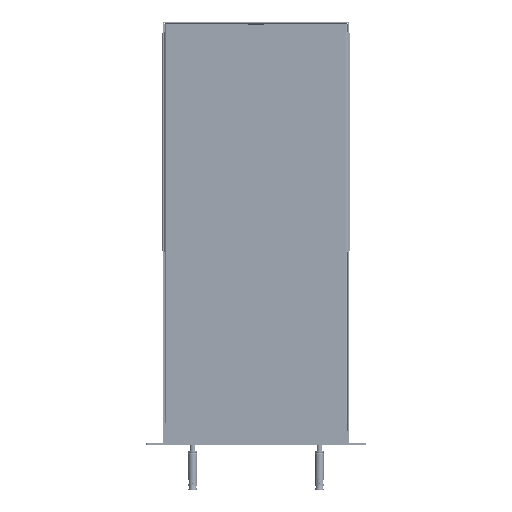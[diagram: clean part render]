
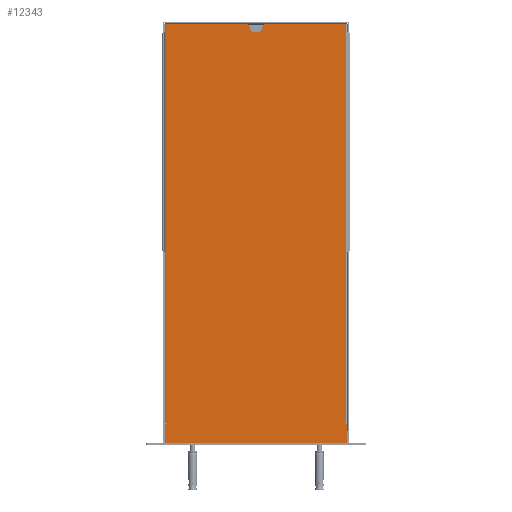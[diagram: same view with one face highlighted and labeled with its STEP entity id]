
A CAD part, top view. The second image highlights one B-rep face of the part: STEP entity #12343.
In plain terms, the highlighted planar face has unit normal (0, 0, 1).
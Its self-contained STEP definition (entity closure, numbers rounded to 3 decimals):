
#12343=ADVANCED_FACE('',(#17251),#17252,.T.);
#17251=FACE_OUTER_BOUND('',#23216,.T.);
#17252=PLANE('',#23217);
#23216=EDGE_LOOP('',(#29381,#29382,#29383,#29384,#29385,#29386,#29387,#29388,#29389,#29390,#29391,#29392,#29393,#29394,#29395,#29396,#29397,#29398,#29399,#29400,#29401,#29402,#29403,#29404));
#23217=AXIS2_PLACEMENT_3D('',#29405,#29406,#29407);
#29381=ORIENTED_EDGE('',*,*,#36869,.T.);
#29382=ORIENTED_EDGE('',*,*,#36870,.T.);
#29383=ORIENTED_EDGE('',*,*,#36861,.T.);
#29384=ORIENTED_EDGE('',*,*,#36871,.T.);
#29385=ORIENTED_EDGE('',*,*,#36872,.T.);
#29386=ORIENTED_EDGE('',*,*,#36873,.T.);
#29387=ORIENTED_EDGE('',*,*,#36874,.T.);
#29388=ORIENTED_EDGE('',*,*,#36875,.T.);
#29389=ORIENTED_EDGE('',*,*,#36876,.T.);
#29390=ORIENTED_EDGE('',*,*,#36877,.T.);
#29391=ORIENTED_EDGE('',*,*,#36804,.T.);
#29392=ORIENTED_EDGE('',*,*,#36878,.T.);
#29393=ORIENTED_EDGE('',*,*,#36879,.T.);
#29394=ORIENTED_EDGE('',*,*,#36851,.T.);
#29395=ORIENTED_EDGE('',*,*,#36880,.T.);
#29396=ORIENTED_EDGE('',*,*,#36881,.T.);
#29397=ORIENTED_EDGE('',*,*,#36882,.T.);
#29398=ORIENTED_EDGE('',*,*,#36792,.T.);
#29399=ORIENTED_EDGE('',*,*,#36866,.T.);
#29400=ORIENTED_EDGE('',*,*,#36797,.T.);
#29401=ORIENTED_EDGE('',*,*,#36883,.T.);
#29402=ORIENTED_EDGE('',*,*,#36884,.T.);
#29403=ORIENTED_EDGE('',*,*,#36885,.F.);
#29404=ORIENTED_EDGE('',*,*,#36858,.T.);
#29405=CARTESIAN_POINT('',(0.0,0.0,24.0));
#29406=DIRECTION('',(0.0,0.0,1.0));
#29407=DIRECTION('',(1.0,0.0,0.0));
#36792=EDGE_CURVE('',#40414,#40415,#40416,.F.);
#36797=EDGE_CURVE('',#40423,#40424,#40425,.F.);
#36804=EDGE_CURVE('',#40437,#40435,#40438,.T.);
#36851=EDGE_CURVE('',#40515,#40516,#40517,.T.);
#36858=EDGE_CURVE('',#40529,#40527,#40530,.T.);
#36861=EDGE_CURVE('',#40533,#40534,#40535,.T.);
#36866=EDGE_CURVE('',#40415,#40423,#40542,.T.);
#36869=EDGE_CURVE('',#40527,#40545,#40546,.F.);
#36870=EDGE_CURVE('',#40545,#40533,#40547,.F.);
#36871=EDGE_CURVE('',#40534,#40548,#40549,.T.);
#36872=EDGE_CURVE('',#40548,#40550,#40551,.T.);
#36873=EDGE_CURVE('',#40550,#40552,#40553,.T.);
#36874=EDGE_CURVE('',#40552,#40554,#40555,.T.);
#36875=EDGE_CURVE('',#40554,#40556,#40557,.T.);
#36876=EDGE_CURVE('',#40556,#40558,#40559,.T.);
#36877=EDGE_CURVE('',#40558,#40437,#40560,.T.);
#36878=EDGE_CURVE('',#40435,#40561,#40562,.F.);
#36879=EDGE_CURVE('',#40561,#40515,#40563,.F.);
#36880=EDGE_CURVE('',#40516,#40564,#40565,.F.);
#36881=EDGE_CURVE('',#40564,#40566,#40567,.T.);
#36882=EDGE_CURVE('',#40566,#40414,#40568,.T.);
#36883=EDGE_CURVE('',#40424,#40569,#40570,.T.);
#36884=EDGE_CURVE('',#40569,#40571,#40572,.T.);
#36885=EDGE_CURVE('',#40529,#40571,#40573,.T.);
#40414=VERTEX_POINT('',#45961);
#40415=VERTEX_POINT('',#45962);
#40416=CIRCLE('',#45963,5.0);
#40423=VERTEX_POINT('',#45972);
#40424=VERTEX_POINT('',#45973);
#40425=CIRCLE('',#45974,5.0);
#40435=VERTEX_POINT('',#45987);
#40437=VERTEX_POINT('',#45990);
#40438=LINE('',#45991,#45992);
#40515=VERTEX_POINT('',#46100);
#40516=VERTEX_POINT('',#46101);
#40517=LINE('',#46102,#46103);
#40527=VERTEX_POINT('',#46117);
#40529=VERTEX_POINT('',#46120);
#40530=LINE('',#46121,#46122);
#40533=VERTEX_POINT('',#46126);
#40534=VERTEX_POINT('',#46127);
#40535=LINE('',#46128,#46129);
#40542=LINE('',#46139,#46140);
#40545=VERTEX_POINT('',#46144);
#40546=CIRCLE('',#46145,0.5);
#40547=CIRCLE('',#46146,0.5);
#40548=VERTEX_POINT('',#46147);
#40549=CIRCLE('',#46148,2.0);
#40550=VERTEX_POINT('',#46149);
#40551=LINE('',#46150,#46151);
#40552=VERTEX_POINT('',#46152);
#40553=CIRCLE('',#46153,2.0);
#40554=VERTEX_POINT('',#46154);
#40555=LINE('',#46155,#46156);
#40556=VERTEX_POINT('',#46157);
#40557=CIRCLE('',#46158,2.0);
#40558=VERTEX_POINT('',#46159);
#40559=LINE('',#46160,#46161);
#40560=CIRCLE('',#46162,2.0);
#40561=VERTEX_POINT('',#46163);
#40562=CIRCLE('',#46164,0.5);
#40563=CIRCLE('',#46165,0.5);
#40564=VERTEX_POINT('',#46166);
#40565=LINE('',#46167,#46168);
#40566=VERTEX_POINT('',#46169);
#40567=LINE('',#46170,#46171);
#40568=CIRCLE('',#46172,5.0);
#40569=VERTEX_POINT('',#46173);
#40570=CIRCLE('',#46174,5.0);
#40571=VERTEX_POINT('',#46175);
#40572=LINE('',#46176,#46177);
#40573=LINE('',#46178,#46179);
#45961=CARTESIAN_POINT('',(7.5,242.25,24.0));
#45962=CARTESIAN_POINT('',(2.5,237.25,24.0));
#45963=AXIS2_PLACEMENT_3D('',#51423,#51424,#51425);
#45972=CARTESIAN_POINT('',(-2.5,237.25,24.0));
#45973=CARTESIAN_POINT('',(-7.5,242.25,24.0));
#45974=AXIS2_PLACEMENT_3D('',#51431,#51432,#51433);
#45987=CARTESIAN_POINT('',(105.5,-226.25,24.0));
#45990=CARTESIAN_POINT('',(106.0,-226.25,24.0));
#45991=CARTESIAN_POINT('',(0.0,-226.25,24.0));
#45992=VECTOR('',#51441,1.0);
#46100=CARTESIAN_POINT('',(105.5,-225.25,24.0));
#46101=CARTESIAN_POINT('',(106.0,-225.25,24.0));
#46102=CARTESIAN_POINT('',(0.0,-225.25,24.0));
#46103=VECTOR('',#51491,1.0);
#46117=CARTESIAN_POINT('',(-105.5,-225.25,24.0));
#46120=CARTESIAN_POINT('',(-106.0,-225.25,24.0));
#46121=CARTESIAN_POINT('',(0.,-225.25,24.0));
#46122=VECTOR('',#51497,1.0);
#46126=CARTESIAN_POINT('',(-105.5,-226.25,24.0));
#46127=CARTESIAN_POINT('',(-106.0,-226.25,24.0));
#46128=CARTESIAN_POINT('',(0.,-226.25,24.0));
#46129=VECTOR('',#51499,1.0);
#46139=CARTESIAN_POINT('',(0.,237.25,24.0));
#46140=VECTOR('',#51503,1.0);
#46144=CARTESIAN_POINT('',(-105.0,-225.75,24.0));
#46145=AXIS2_PLACEMENT_3D('',#51505,#51506,#51507);
#46146=AXIS2_PLACEMENT_3D('',#51508,#51509,#51510);
#46147=CARTESIAN_POINT('',(-108.0,-228.25,24.0));
#46148=AXIS2_PLACEMENT_3D('',#51511,#51512,#51513);
#46149=CARTESIAN_POINT('',(-108.0,-246.75,24.0));
#46150=CARTESIAN_POINT('',(-108.0,-0.75,24.0));
#46151=VECTOR('',#51514,1.0);
#46152=CARTESIAN_POINT('',(-106.0,-248.75,24.0));
#46153=AXIS2_PLACEMENT_3D('',#51515,#51516,#51517);
#46154=CARTESIAN_POINT('',(106.0,-248.75,24.0));
#46155=CARTESIAN_POINT('',(0.0,-248.75,24.0));
#46156=VECTOR('',#51518,1.0);
#46157=CARTESIAN_POINT('',(108.0,-246.75,24.0));
#46158=AXIS2_PLACEMENT_3D('',#51519,#51520,#51521);
#46159=CARTESIAN_POINT('',(108.0,-228.25,24.0));
#46160=CARTESIAN_POINT('',(108.0,-0.75,24.0));
#46161=VECTOR('',#51522,1.0);
#46162=AXIS2_PLACEMENT_3D('',#51523,#51524,#51525);
#46163=CARTESIAN_POINT('',(105.0,-225.75,24.0));
#46164=AXIS2_PLACEMENT_3D('',#51526,#51527,#51528);
#46165=AXIS2_PLACEMENT_3D('',#51529,#51530,#51531);
#46166=CARTESIAN_POINT('',(106.0,247.25,24.0));
#46167=CARTESIAN_POINT('',(106.0,11.0,24.0));
#46168=VECTOR('',#51532,1.0);
#46169=CARTESIAN_POINT('',(12.5,247.25,24.0));
#46170=CARTESIAN_POINT('',(0.0,247.25,24.0));
#46171=VECTOR('',#51533,1.0);
#46172=AXIS2_PLACEMENT_3D('',#51534,#51535,#51536);
#46173=CARTESIAN_POINT('',(-12.5,247.25,24.0));
#46174=AXIS2_PLACEMENT_3D('',#51537,#51538,#51539);
#46175=CARTESIAN_POINT('',(-106.0,247.25,24.0));
#46176=CARTESIAN_POINT('',(0.0,247.25,24.0));
#46177=VECTOR('',#51540,1.0);
#46178=CARTESIAN_POINT('',(-106.0,247.25,24.0));
#46179=VECTOR('',#51541,1.0);
#51423=CARTESIAN_POINT('',(2.5,242.25,24.0));
#51424=DIRECTION('',(0.0,0.0,1.0));
#51425=DIRECTION('',(1.0,0.0,0.0));
#51431=CARTESIAN_POINT('',(-2.5,242.25,24.0));
#51432=DIRECTION('',(0.0,0.0,1.0));
#51433=DIRECTION('',(1.0,0.0,0.0));
#51441=DIRECTION('',(-1.0,0.0,0.0));
#51491=DIRECTION('',(1.0,0.0,0.0));
#51497=DIRECTION('',(1.0,0.,0.0));
#51499=DIRECTION('',(-1.0,0.,0.0));
#51503=DIRECTION('',(-1.0,0.,0.0));
#51505=CARTESIAN_POINT('',(-105.5,-225.75,24.0));
#51506=DIRECTION('',(0.0,0.0,1.0));
#51507=DIRECTION('',(1.0,0.0,0.0));
#51508=CARTESIAN_POINT('',(-105.5,-225.75,24.0));
#51509=DIRECTION('',(0.0,0.0,1.0));
#51510=DIRECTION('',(1.0,0.0,0.0));
#51511=CARTESIAN_POINT('',(-106.0,-228.25,24.0));
#51512=DIRECTION('',(0.0,0.0,1.0));
#51513=DIRECTION('',(1.0,0.0,0.0));
#51514=DIRECTION('',(0.,-1.0,0.0));
#51515=CARTESIAN_POINT('',(-106.0,-246.75,24.0));
#51516=DIRECTION('',(0.0,0.0,1.0));
#51517=DIRECTION('',(1.0,0.0,0.0));
#51518=DIRECTION('',(1.0,0.0,0.0));
#51519=CARTESIAN_POINT('',(106.0,-246.75,24.0));
#51520=DIRECTION('',(0.0,0.0,1.0));
#51521=DIRECTION('',(1.0,0.0,0.0));
#51522=DIRECTION('',(0.,1.0,0.0));
#51523=CARTESIAN_POINT('',(106.0,-228.25,24.0));
#51524=DIRECTION('',(0.0,0.0,1.0));
#51525=DIRECTION('',(1.0,0.0,0.0));
#51526=CARTESIAN_POINT('',(105.5,-225.75,24.0));
#51527=DIRECTION('',(0.0,0.0,1.0));
#51528=DIRECTION('',(1.0,0.0,0.0));
#51529=CARTESIAN_POINT('',(105.5,-225.75,24.0));
#51530=DIRECTION('',(0.0,0.0,1.0));
#51531=DIRECTION('',(1.0,0.0,0.0));
#51532=DIRECTION('',(0.0,-1.0,0.0));
#51533=DIRECTION('',(-1.0,0.,0.0));
#51534=CARTESIAN_POINT('',(12.5,242.25,24.0));
#51535=DIRECTION('',(0.0,0.0,1.0));
#51536=DIRECTION('',(1.0,0.0,0.0));
#51537=CARTESIAN_POINT('',(-12.5,242.25,24.0));
#51538=DIRECTION('',(0.0,0.0,1.0));
#51539=DIRECTION('',(1.0,0.0,0.0));
#51540=DIRECTION('',(-1.0,0.,0.0));
#51541=DIRECTION('',(0.,1.0,0.0));
